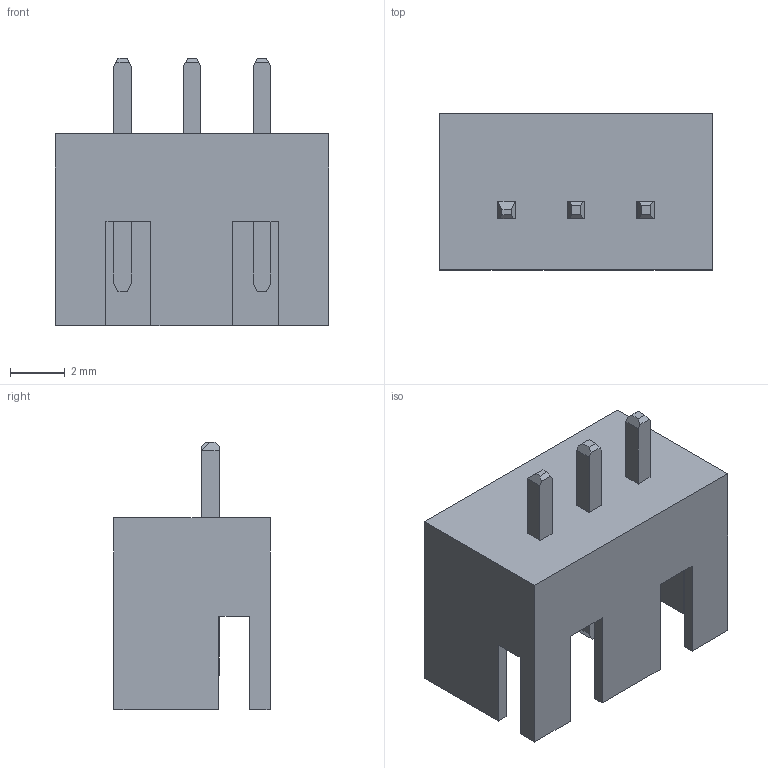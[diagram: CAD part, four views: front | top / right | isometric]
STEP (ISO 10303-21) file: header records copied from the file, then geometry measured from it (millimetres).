
FILE_DESCRIPTION(/* description */ (''),/* implementation_level */ '2;1');
FILE_NAME(/* name */ '3 pin RMC.step',/* time_stamp */ '2024-05-21T11:10:02+05:30',/* author */ (''),/* organization */ (''),/* preprocessor_version */ 'ST-DEVELOPER v20',/* originating_system */ 'Autodesk Translation Framework v13.14.0.145',/* authorisation */ '');
FILE_SCHEMA (('AUTOMOTIVE_DESIGN { 1 0 10303 214 3 1 1 }'));
Length unit declared in the file: millimetre
Products named in the file (2): 3 pin RMC; pins
Assembly tree (1 placements, depth 2):
  3 pin RMC
    pins
Bounding box: 9.98 x 5.7 x 9.76 mm (x, y, z)
Volume: 120.5 mm3; surface area: 548.8 mm2
Topology: 4 solids, 4 shells, 74 faces, 196 edges, 130 vertices
Faces by surface type: plane 74
Entity records: 2315 total; most frequent: CARTESIAN_POINT 403, ORIENTED_EDGE 392, DIRECTION 350, LINE 196, VECTOR 196, EDGE_CURVE 196, VERTEX_POINT 130, EDGE_LOOP 80
